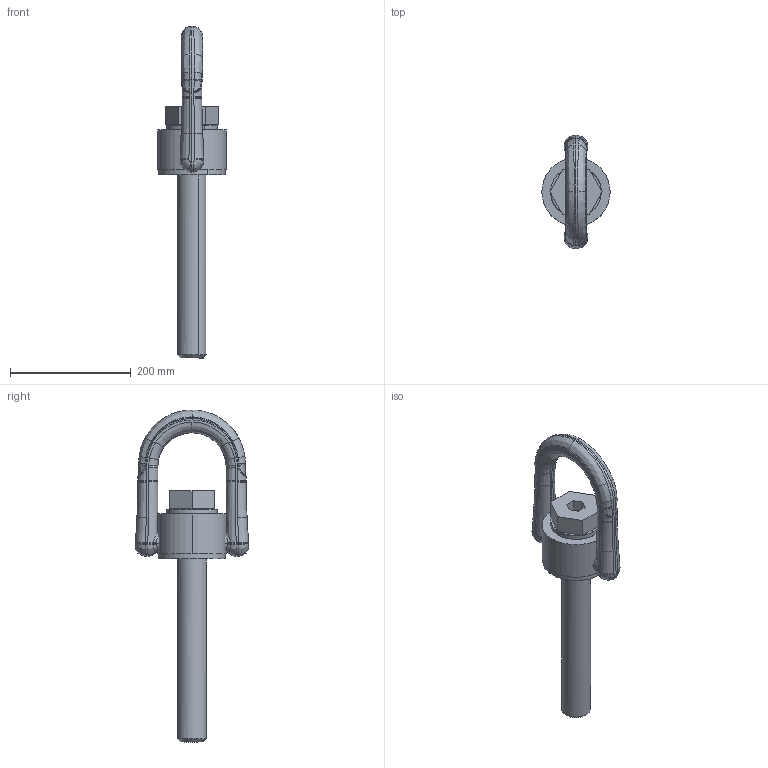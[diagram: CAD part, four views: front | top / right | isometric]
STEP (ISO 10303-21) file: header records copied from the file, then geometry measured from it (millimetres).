
FILE_DESCRIPTION(('CATIA V5 STEP Exchange'),'2;1');
FILE_NAME('8-231-200_385L.stp','2017-09-25T06:00:00+00:00',('none'),('none'),'CATIA Version 5 Release 21 GA (IN-10)','CATIA V5 STEP AP203','none');
FILE_SCHEMA(('CONFIG_CONTROL_DESIGN'));
Length unit declared in the file: millimetre
Products named in the file (1): YK8231-200A
Assembly tree (5 placements, depth 2):
  YK8231-200A
    #58
    #29684
    #30486
    #30595
    #31017
Bounding box: 113 x 187.91 x 549.66 mm (x, y, z)
Volume: 2356794.3 mm3; surface area: 235702.1 mm2
Topology: 5 solids, 5 shells, 538 faces, 1212 edges, 691 vertices
Faces by surface type: bspline 316, plane 99, cylinder 73, cone 34, torus 16
Entity records: 31724 total; most frequent: CARTESIAN_POINT 22673, ORIENTED_EDGE 2424, EDGE_CURVE 1212, B_SPLINE_CURVE_WITH_KNOTS 883, DIRECTION 723, VERTEX_POINT 691, EDGE_LOOP 545, ADVANCED_FACE 538
